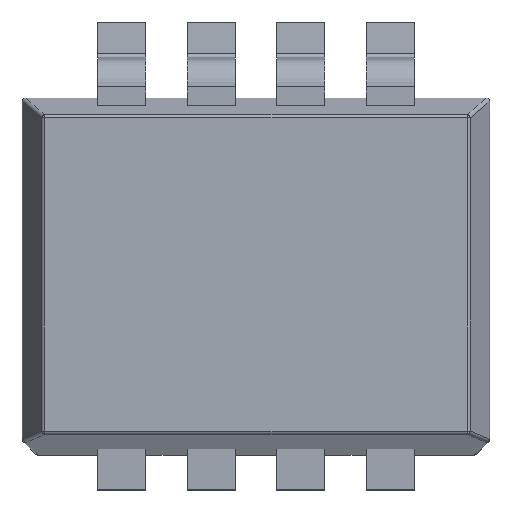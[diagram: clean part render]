
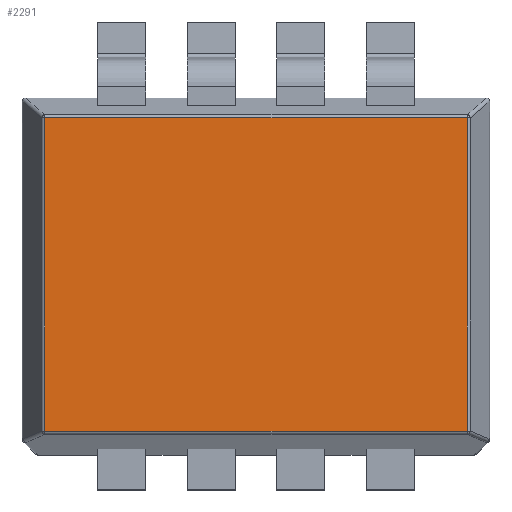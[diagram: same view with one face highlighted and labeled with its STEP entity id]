
A CAD part, top view. The second image highlights one B-rep face of the part: STEP entity #2291.
In plain terms, the highlighted planar face has unit normal (0, 0, 1).
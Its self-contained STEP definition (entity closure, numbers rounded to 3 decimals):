
#127=PLANE('',#2476);
#228=FACE_OUTER_BOUND('',#353,.T.);
#353=EDGE_LOOP('',(#1754,#1755,#1756,#1757));
#496=LINE('',#3557,#733);
#497=LINE('',#3559,#734);
#502=LINE('',#3570,#739);
#505=LINE('',#3575,#742);
#733=VECTOR('',#2811,10.);
#734=VECTOR('',#2814,10.);
#739=VECTOR('',#2827,10.);
#742=VECTOR('',#2834,10.);
#1062=VERTEX_POINT('',#3476);
#1066=VERTEX_POINT('',#3485);
#1068=VERTEX_POINT('',#3505);
#1073=VERTEX_POINT('',#3520);
#1316=EDGE_CURVE('',#1068,#1073,#496,.T.);
#1317=EDGE_CURVE('',#1073,#1066,#497,.T.);
#1323=EDGE_CURVE('',#1062,#1068,#502,.T.);
#1326=EDGE_CURVE('',#1066,#1062,#505,.T.);
#1754=ORIENTED_EDGE('',*,*,#1316,.F.);
#1755=ORIENTED_EDGE('',*,*,#1323,.F.);
#1756=ORIENTED_EDGE('',*,*,#1326,.F.);
#1757=ORIENTED_EDGE('',*,*,#1317,.F.);
#2291=ADVANCED_FACE('',(#228),#127,.T.);
#2476=AXIS2_PLACEMENT_3D('',#3609,#2864,#2865);
#2811=DIRECTION('',(0.,-1.,0.));
#2814=DIRECTION('',(-1.,0.,0.));
#2827=DIRECTION('',(1.,0.,0.));
#2834=DIRECTION('',(0.,1.,0.));
#2864=DIRECTION('center_axis',(0.,0.,1.));
#2865=DIRECTION('ref_axis',(0.,-1.,0.));
#3476=CARTESIAN_POINT('',(-1.534,1.155,0.9));
#3485=CARTESIAN_POINT('',(-1.534,-1.12,0.9));
#3505=CARTESIAN_POINT('',(1.534,1.155,0.9));
#3520=CARTESIAN_POINT('',(1.534,-1.12,0.9));
#3557=CARTESIAN_POINT('',(1.534,0.879,0.9));
#3559=CARTESIAN_POINT('',(0.,-1.12,0.9));
#3570=CARTESIAN_POINT('',(0.,1.155,0.9));
#3575=CARTESIAN_POINT('',(-1.534,0.879,0.9));
#3609=CARTESIAN_POINT('Origin',(0.,1.173,0.9));
